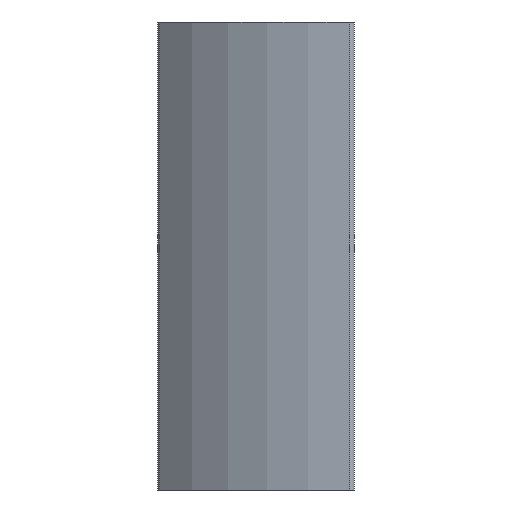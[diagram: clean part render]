
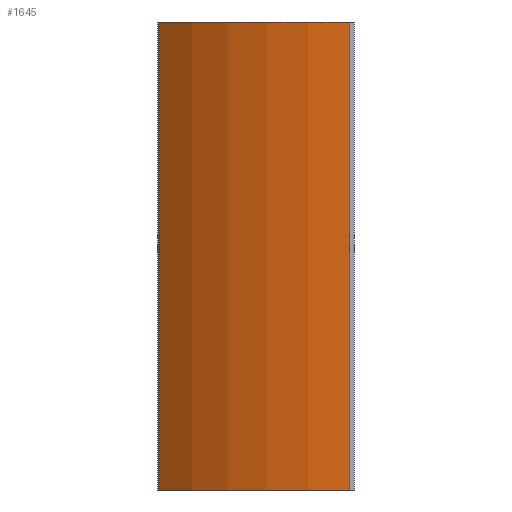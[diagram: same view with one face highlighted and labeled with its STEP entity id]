
A CAD part, left-side view. The second image highlights one B-rep face of the part: STEP entity #1645.
In plain terms, the highlighted cylindrical face has radius 60 mm (diameter 120 mm), a partial arc.
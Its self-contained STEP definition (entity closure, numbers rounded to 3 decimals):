
#71=FACE_OUTER_BOUND('',#158,.T.);
#158=EDGE_LOOP('',(#1113,#1114,#1115,#1116));
#260=LINE('',#2509,#412);
#261=LINE('',#2514,#413);
#412=VECTOR('',#1979,100.);
#413=VECTOR('',#1984,100.);
#567=CIRCLE('',#1751,60.);
#568=CIRCLE('',#1752,60.);
#673=VERTEX_POINT('',#2502);
#676=VERTEX_POINT('',#2507);
#677=VERTEX_POINT('',#2511);
#678=VERTEX_POINT('',#2513);
#852=EDGE_CURVE('',#676,#673,#260,.T.);
#853=EDGE_CURVE('',#676,#677,#567,.T.);
#854=EDGE_CURVE('',#678,#677,#261,.T.);
#855=EDGE_CURVE('',#673,#678,#568,.T.);
#1113=ORIENTED_EDGE('',*,*,#852,.F.);
#1114=ORIENTED_EDGE('',*,*,#853,.T.);
#1115=ORIENTED_EDGE('',*,*,#854,.F.);
#1116=ORIENTED_EDGE('',*,*,#855,.F.);
#1593=CYLINDRICAL_SURFACE('',#1750,60.);
#1645=ADVANCED_FACE('',(#71),#1593,.T.);
#1750=AXIS2_PLACEMENT_3D('',#2510,#1980,#1981);
#1751=AXIS2_PLACEMENT_3D('',#2512,#1982,#1983);
#1752=AXIS2_PLACEMENT_3D('',#2515,#1985,#1986);
#1979=DIRECTION('',(0.,0.,1.));
#1980=DIRECTION('center_axis',(0.,0.,1.));
#1981=DIRECTION('ref_axis',(-0.707,0.707,0.));
#1982=DIRECTION('center_axis',(0.,0.,1.));
#1983=DIRECTION('ref_axis',(-0.707,0.707,0.));
#1984=DIRECTION('',(0.,0.,-1.));
#1985=DIRECTION('center_axis',(0.,0.,1.));
#1986=DIRECTION('ref_axis',(-0.707,0.707,0.));
#2502=CARTESIAN_POINT('',(-43.139,40.701,100.));
#2507=CARTESIAN_POINT('',(-43.139,40.701,0.));
#2509=CARTESIAN_POINT('',(-43.139,40.701,0.));
#2510=CARTESIAN_POINT('Origin',(0.,-1.,0.));
#2511=CARTESIAN_POINT('',(-59.991,0.017,0.));
#2512=CARTESIAN_POINT('Origin',(0.,-1.,0.));
#2513=CARTESIAN_POINT('',(-59.991,0.017,100.));
#2514=CARTESIAN_POINT('',(-59.991,0.017,0.));
#2515=CARTESIAN_POINT('Origin',(0.,-1.,100.));
